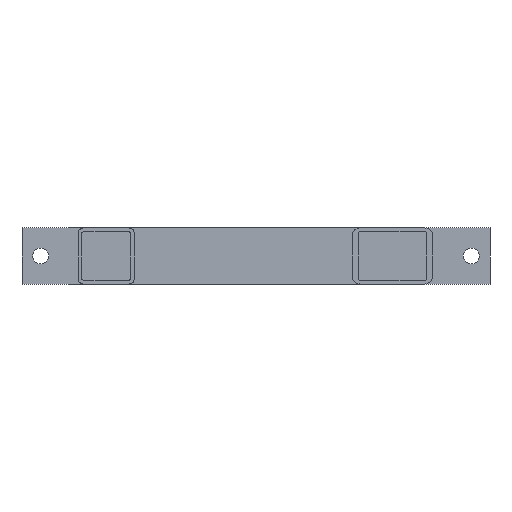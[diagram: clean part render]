
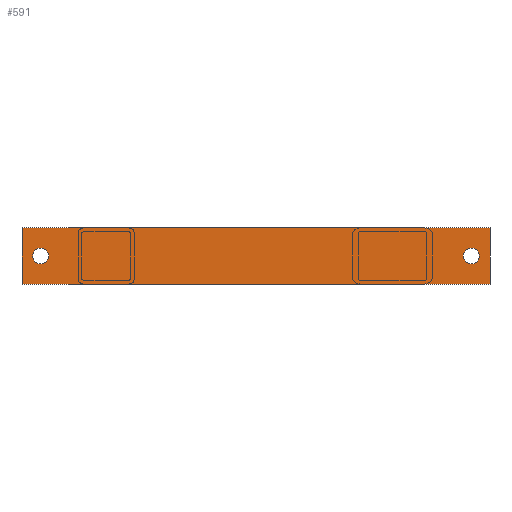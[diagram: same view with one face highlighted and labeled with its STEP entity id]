
A CAD part, left-side view. The second image highlights one B-rep face of the part: STEP entity #591.
In plain terms, the highlighted face is planar.
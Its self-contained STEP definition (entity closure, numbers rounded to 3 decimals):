
#33 = EDGE_CURVE ( 'NONE', #806, #1025, #1472, .T. ) ;
#43 = CIRCLE ( 'NONE', #186, 4.25 ) ;
#68 = DIRECTION ( 'NONE',  ( 0., -1., 0. ) ) ;
#121 = CARTESIAN_POINT ( 'NONE',  ( 15., 0., -235.75 ) ) ;
#125 = CARTESIAN_POINT ( 'NONE',  ( 15., 0., -14.25 ) ) ;
#133 = EDGE_LOOP ( 'NONE', ( #1224, #977 ) ) ;
#144 = ORIENTED_EDGE ( 'NONE', *, *, #490, .F. ) ;
#186 = AXIS2_PLACEMENT_3D ( 'NONE', #1093, #1083, #801 ) ;
#217 = LINE ( 'NONE', #735, #914 ) ;
#280 = CARTESIAN_POINT ( 'NONE',  ( 30., 0., 0. ) ) ;
#290 = LINE ( 'NONE', #1268, #1749 ) ;
#297 = EDGE_CURVE ( 'NONE', #1393, #1342, #290, .T. ) ;
#307 = ORIENTED_EDGE ( 'NONE', *, *, #1840, .F. ) ;
#315 = AXIS2_PLACEMENT_3D ( 'NONE', #764, #1621, #1205 ) ;
#333 = VERTEX_POINT ( 'NONE', #1002 ) ;
#336 = PLANE ( 'NONE',  #315 ) ;
#368 = CARTESIAN_POINT ( 'NONE',  ( 15., 0., -240. ) ) ;
#370 = LINE ( 'NONE', #280, #611 ) ;
#490 = EDGE_CURVE ( 'NONE', #1342, #333, #217, .T. ) ;
#531 = EDGE_LOOP ( 'NONE', ( #836, #572, #897, #144 ) ) ;
#534 = EDGE_CURVE ( 'NONE', #1037, #1393, #1626, .T. ) ;
#541 = CARTESIAN_POINT ( 'NONE',  ( 15., 0., -240. ) ) ;
#549 = DIRECTION ( 'NONE',  ( 0., -1., 0. ) ) ;
#572 = ORIENTED_EDGE ( 'NONE', *, *, #534, .F. ) ;
#591 = ADVANCED_FACE ( 'NONE', ( #1142, #1538, #1074 ), #336, .T. ) ;
#602 = CARTESIAN_POINT ( 'NONE',  ( 0., 0., -250. ) ) ;
#611 = VECTOR ( 'NONE', #1254, 1000. ) ;
#650 = DIRECTION ( 'NONE',  ( 0., 0., -1. ) ) ;
#687 = CARTESIAN_POINT ( 'NONE',  ( 0., 0., 0. ) ) ;
#735 = CARTESIAN_POINT ( 'NONE',  ( 0., 0., 0. ) ) ;
#764 = CARTESIAN_POINT ( 'NONE',  ( 0., 0., 0. ) ) ;
#766 = CIRCLE ( 'NONE', #1527, 4.25 ) ;
#801 = DIRECTION ( 'NONE',  ( 0., 0., -1. ) ) ;
#806 = VERTEX_POINT ( 'NONE', #1090 ) ;
#834 = CIRCLE ( 'NONE', #1310, 4.25 ) ;
#836 = ORIENTED_EDGE ( 'NONE', *, *, #297, .F. ) ;
#897 = ORIENTED_EDGE ( 'NONE', *, *, #1751, .F. ) ;
#914 = VECTOR ( 'NONE', #1730, 1000. ) ;
#977 = ORIENTED_EDGE ( 'NONE', *, *, #1427, .F. ) ;
#1002 = CARTESIAN_POINT ( 'NONE',  ( 30., 0., 0. ) ) ;
#1025 = VERTEX_POINT ( 'NONE', #121 ) ;
#1035 = VERTEX_POINT ( 'NONE', #1115 ) ;
#1037 = VERTEX_POINT ( 'NONE', #1109 ) ;
#1060 = DIRECTION ( 'NONE',  ( 0., 0., -1. ) ) ;
#1074 = FACE_OUTER_BOUND ( 'NONE', #531, .T. ) ;
#1083 = DIRECTION ( 'NONE',  ( 0., -1., 0. ) ) ;
#1090 = CARTESIAN_POINT ( 'NONE',  ( 15., 0., -244.25 ) ) ;
#1093 = CARTESIAN_POINT ( 'NONE',  ( 15., 0., -10. ) ) ;
#1109 = CARTESIAN_POINT ( 'NONE',  ( 30., 0., -250. ) ) ;
#1115 = CARTESIAN_POINT ( 'NONE',  ( 15., 0., -5.75 ) ) ;
#1142 = FACE_BOUND ( 'NONE', #133, .T. ) ;
#1205 = DIRECTION ( 'NONE',  ( 0., 0., -1. ) ) ;
#1224 = ORIENTED_EDGE ( 'NONE', *, *, #1262, .F. ) ;
#1254 = DIRECTION ( 'NONE',  ( 0., 0., -1. ) ) ;
#1260 = VECTOR ( 'NONE', #1737, 1000. ) ;
#1262 = EDGE_CURVE ( 'NONE', #1035, #1709, #43, .T. ) ;
#1268 = CARTESIAN_POINT ( 'NONE',  ( 0., 0., 0. ) ) ;
#1310 = AXIS2_PLACEMENT_3D ( 'NONE', #541, #549, #1832 ) ;
#1319 = EDGE_LOOP ( 'NONE', ( #307, #1408 ) ) ;
#1337 = AXIS2_PLACEMENT_3D ( 'NONE', #368, #1362, #650 ) ;
#1342 = VERTEX_POINT ( 'NONE', #687 ) ;
#1362 = DIRECTION ( 'NONE',  ( 0., -1., 0. ) ) ;
#1393 = VERTEX_POINT ( 'NONE', #1819 ) ;
#1408 = ORIENTED_EDGE ( 'NONE', *, *, #33, .F. ) ;
#1413 = DIRECTION ( 'NONE',  ( 0., 0., 1. ) ) ;
#1427 = EDGE_CURVE ( 'NONE', #1709, #1035, #766, .T. ) ;
#1472 = CIRCLE ( 'NONE', #1337, 4.25 ) ;
#1488 = CARTESIAN_POINT ( 'NONE',  ( 15., 0., -10. ) ) ;
#1527 = AXIS2_PLACEMENT_3D ( 'NONE', #1488, #68, #1060 ) ;
#1538 = FACE_BOUND ( 'NONE', #1319, .T. ) ;
#1621 = DIRECTION ( 'NONE',  ( 0., -1., 0. ) ) ;
#1626 = LINE ( 'NONE', #602, #1260 ) ;
#1709 = VERTEX_POINT ( 'NONE', #125 ) ;
#1730 = DIRECTION ( 'NONE',  ( 1., 0., 0. ) ) ;
#1737 = DIRECTION ( 'NONE',  ( -1., 0., 0. ) ) ;
#1749 = VECTOR ( 'NONE', #1413, 1000. ) ;
#1751 = EDGE_CURVE ( 'NONE', #333, #1037, #370, .T. ) ;
#1819 = CARTESIAN_POINT ( 'NONE',  ( 0., 0., -250. ) ) ;
#1832 = DIRECTION ( 'NONE',  ( 0., 0., -1. ) ) ;
#1840 = EDGE_CURVE ( 'NONE', #1025, #806, #834, .T. ) ;
